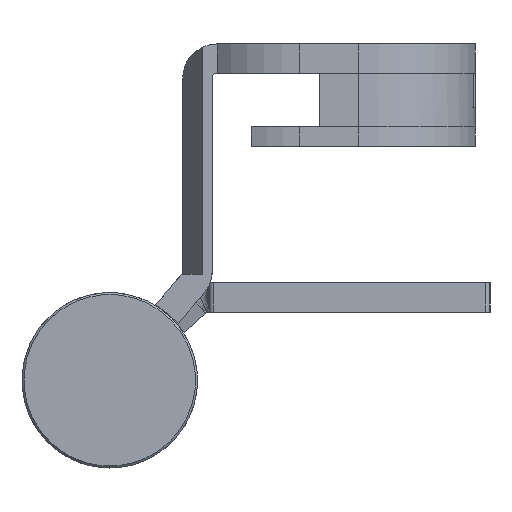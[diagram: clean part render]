
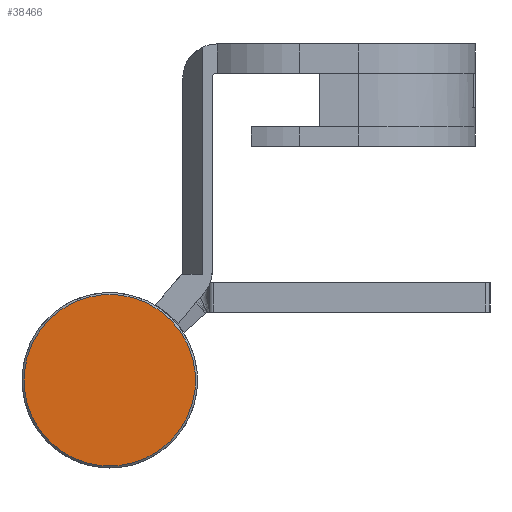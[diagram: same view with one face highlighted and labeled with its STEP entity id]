
A CAD part, left-side view. The second image highlights one B-rep face of the part: STEP entity #38466.
In plain terms, the highlighted face is planar.
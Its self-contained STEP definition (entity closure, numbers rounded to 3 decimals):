
#5746 = VERTEX_POINT ( 'NONE', #37033 ) ;
#6776 = VERTEX_POINT ( 'NONE', #8816 ) ;
#7358 = DIRECTION ( 'NONE',  ( -1., 0., 0. ) ) ;
#8816 = CARTESIAN_POINT ( 'NONE',  ( 37., 0., 8.8 ) ) ;
#9835 = CIRCLE ( 'NONE', #23027, 8.8 ) ;
#11298 = DIRECTION ( 'NONE',  ( -1., 0., 0. ) ) ;
#15082 = AXIS2_PLACEMENT_3D ( 'NONE', #49460, #15386, #48908 ) ;
#15386 = DIRECTION ( 'NONE',  ( -1., 0., 0. ) ) ;
#19089 = ORIENTED_EDGE ( 'NONE', *, *, #38787, .F. ) ;
#19915 = EDGE_LOOP ( 'NONE', ( #49242, #19089 ) ) ;
#23027 = AXIS2_PLACEMENT_3D ( 'NONE', #44732, #7358, #28246 ) ;
#28246 = DIRECTION ( 'NONE',  ( 0., 0., 1. ) ) ;
#32705 = PLANE ( 'NONE',  #15082 ) ;
#37033 = CARTESIAN_POINT ( 'NONE',  ( 37., 0., -8.8 ) ) ;
#38466 = ADVANCED_FACE ( 'NONE', ( #40951 ), #32705, .F. ) ;
#38787 = EDGE_CURVE ( 'NONE', #5746, #6776, #9835, .T. ) ;
#40951 = FACE_OUTER_BOUND ( 'NONE', #19915, .T. ) ;
#43727 = DIRECTION ( 'NONE',  ( 0., 0., 1. ) ) ;
#44653 = EDGE_CURVE ( 'NONE', #6776, #5746, #47827, .T. ) ;
#44732 = CARTESIAN_POINT ( 'NONE',  ( 37., 0., 0. ) ) ;
#46984 = AXIS2_PLACEMENT_3D ( 'NONE', #51974, #11298, #43727 ) ;
#47827 = CIRCLE ( 'NONE', #46984, 8.8 ) ;
#48908 = DIRECTION ( 'NONE',  ( 0., 0., 1. ) ) ;
#49242 = ORIENTED_EDGE ( 'NONE', *, *, #44653, .F. ) ;
#49460 = CARTESIAN_POINT ( 'NONE',  ( 37., 8.8, 0. ) ) ;
#51974 = CARTESIAN_POINT ( 'NONE',  ( 37., 0., 0. ) ) ;
